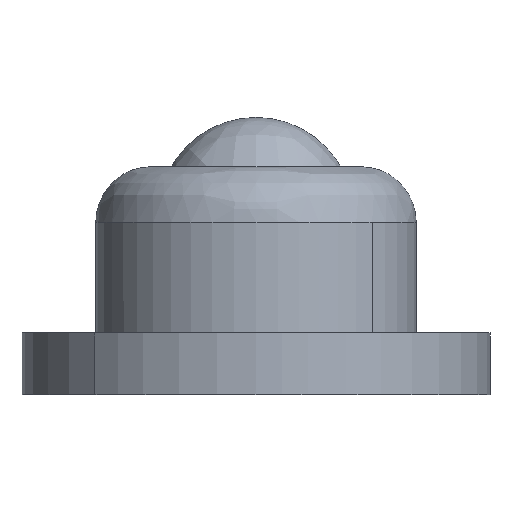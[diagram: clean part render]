
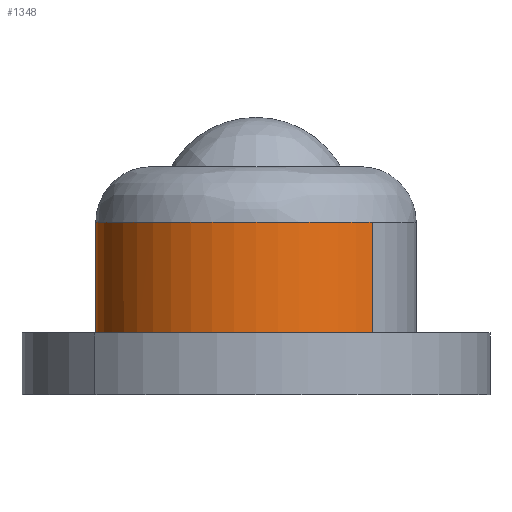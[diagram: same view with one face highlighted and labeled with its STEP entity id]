
A CAD part, front view. The second image highlights one B-rep face of the part: STEP entity #1348.
In plain terms, the highlighted free-form (B-spline) face has degree [2, 1] with [5, 2] control points.
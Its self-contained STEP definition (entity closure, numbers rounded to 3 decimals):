
#800=CARTESIAN_POINT('',(-26.,0.,28.));
#801=VERTEX_POINT('',#800);
#855=CARTESIAN_POINT('',(-18.86,17.897,28.));
#856=VERTEX_POINT('',#855);
#869=CARTESIAN_POINT('',(-26.,0.,28.));
#870=CARTESIAN_POINT('',(-26.,1.182,28.));
#871=CARTESIAN_POINT('',(-25.856,3.29,28.));
#872=CARTESIAN_POINT('',(-25.273,6.323,28.));
#873=CARTESIAN_POINT('',(-24.377,9.226,28.));
#874=CARTESIAN_POINT('',(-22.966,12.376,28.));
#875=CARTESIAN_POINT('',(-21.093,15.34,28.));
#876=CARTESIAN_POINT('',(-19.567,17.151,28.));
#877=CARTESIAN_POINT('',(-18.86,17.897,28.));
#878=B_SPLINE_CURVE_WITH_KNOTS('',3,(#869,#870,#871,#872,#873,#874,#875,#876,#877),.UNSPECIFIED.,.F.,.U.,(4,1,1,1,1,1,4),(0.,3.547,6.323,9.253,12.646,16.655,19.74),.UNSPECIFIED.);
#879=EDGE_CURVE('',#801,#856,#878,.T.);
#914=CARTESIAN_POINT('',(0.,-26.,28.));
#915=VERTEX_POINT('',#914);
#916=CARTESIAN_POINT('',(0.,-26.,28.));
#917=CARTESIAN_POINT('',(-1.329,-26.,28.));
#918=CARTESIAN_POINT('',(-3.829,-25.808,28.));
#919=CARTESIAN_POINT('',(-7.677,-24.944,28.));
#920=CARTESIAN_POINT('',(-10.909,-23.686,28.));
#921=CARTESIAN_POINT('',(-13.801,-22.094,28.));
#922=CARTESIAN_POINT('',(-16.027,-20.536,28.));
#923=CARTESIAN_POINT('',(-18.233,-18.61,28.));
#924=CARTESIAN_POINT('',(-20.394,-16.255,28.));
#925=CARTESIAN_POINT('',(-22.555,-13.146,28.));
#926=CARTESIAN_POINT('',(-24.183,-9.784,28.));
#927=CARTESIAN_POINT('',(-25.19,-6.639,28.));
#928=CARTESIAN_POINT('',(-25.832,-3.51,28.));
#929=CARTESIAN_POINT('',(-26.,-1.329,28.));
#930=CARTESIAN_POINT('',(-26.,0.,28.));
#931=B_SPLINE_CURVE_WITH_KNOTS('',3,(#916,#917,#918,#919,#920,#921,#922,#923,#924,#925,#926,#927,#928,#929,#930),.UNSPECIFIED.,.F.,.U.,(4,1,1,1,1,1,1,1,1,1,1,1,4),(0.,3.988,7.498,11.806,14.358,17.389,19.942,23.132,26.961,31.269,34.3,36.852,40.841),.UNSPECIFIED.);
#932=EDGE_CURVE('',#915,#801,#931,.T.);
#934=CARTESIAN_POINT('',(18.86,-17.897,28.));
#935=VERTEX_POINT('',#934);
#936=CARTESIAN_POINT('',(18.86,-17.897,28.));
#937=CARTESIAN_POINT('',(17.914,-18.894,28.));
#938=CARTESIAN_POINT('',(16.151,-20.478,28.));
#939=CARTESIAN_POINT('',(13.191,-22.487,28.));
#940=CARTESIAN_POINT('',(10.538,-23.832,28.));
#941=CARTESIAN_POINT('',(7.443,-24.979,28.));
#942=CARTESIAN_POINT('',(4.066,-25.786,28.));
#943=CARTESIAN_POINT('',(1.374,-26.,28.));
#944=CARTESIAN_POINT('',(0.,-26.,28.));
#945=B_SPLINE_CURVE_WITH_KNOTS('',3,(#936,#937,#938,#939,#940,#941,#942,#943,#944),.UNSPECIFIED.,.F.,.U.,(4,1,1,1,1,1,4),(0.,4.121,7.089,10.715,13.023,16.98,21.101),.UNSPECIFIED.);
#946=EDGE_CURVE('',#935,#915,#945,.T.);
#1212=CARTESIAN_POINT('',(-18.86,17.897,10.));
#1213=VERTEX_POINT('',#1212);
#1227=CARTESIAN_POINT('',(-18.86,17.897,28.));
#1228=CARTESIAN_POINT('',(-18.86,17.897,10.));
#1229=QUASI_UNIFORM_CURVE('',1,(#1227,#1228),.UNSPECIFIED.,.F.,.U.);
#1230=EDGE_CURVE('',#856,#1213,#1229,.T.);
#1235=CARTESIAN_POINT('',(18.86,-17.897,10.));
#1236=VERTEX_POINT('',#1235);
#1237=CARTESIAN_POINT('',(18.86,-17.897,28.));
#1238=CARTESIAN_POINT('',(18.86,-17.897,10.));
#1239=QUASI_UNIFORM_CURVE('',1,(#1237,#1238),.UNSPECIFIED.,.F.,.U.);
#1240=EDGE_CURVE('',#935,#1236,#1239,.T.);
#1278=CARTESIAN_POINT('',(18.86,-17.897,28.45));
#1279=CARTESIAN_POINT('',(0.963,-36.757,28.45));
#1280=CARTESIAN_POINT('',(-17.897,-18.86,28.45));
#1281=CARTESIAN_POINT('',(-36.757,-0.963,28.45));
#1282=CARTESIAN_POINT('',(-18.86,17.897,28.45));
#1283=CARTESIAN_POINT('',(18.86,-17.897,9.539));
#1284=CARTESIAN_POINT('',(0.963,-36.757,9.539));
#1285=CARTESIAN_POINT('',(-17.897,-18.86,9.539));
#1286=CARTESIAN_POINT('',(-36.757,-0.963,9.539));
#1287=CARTESIAN_POINT('',(-18.86,17.897,9.539));
#1295=(BOUNDED_SURFACE()B_SPLINE_SURFACE(2,1,((#1278,#1283),(#1279,#1284),(#1280,#1285),(#1281,#1286),(#1282,#1287)),.UNSPECIFIED.,.F.,.F.,.U.)B_SPLINE_SURFACE_WITH_KNOTS((3,2,3),(2,2),(0.0,43.078,86.156),(0.0,18.911),.UNSPECIFIED.)GEOMETRIC_REPRESENTATION_ITEM()RATIONAL_B_SPLINE_SURFACE(((1.0,1.0),(0.707,0.707),(1.0,1.0),(0.707,0.707),(1.0,1.0)))REPRESENTATION_ITEM('')SURFACE());
#1296=CARTESIAN_POINT('',(-26.0,0.0,10.0));
#1297=VERTEX_POINT('',#1296);
#1298=CARTESIAN_POINT('',(-26.0,0.0,10.0));
#1299=CARTESIAN_POINT('',(-26.,1.388,10.));
#1300=CARTESIAN_POINT('',(-25.761,4.369,10.));
#1301=CARTESIAN_POINT('',(-24.769,8.219,10.));
#1302=CARTESIAN_POINT('',(-23.465,11.301,10.));
#1303=CARTESIAN_POINT('',(-21.734,14.46,10.));
#1304=CARTESIAN_POINT('',(-20.134,16.555,10.));
#1305=CARTESIAN_POINT('',(-18.86,17.897,10.));
#1306=B_SPLINE_CURVE_WITH_KNOTS('',3,(#1298,#1299,#1300,#1301,#1302,#1303,#1304,#1305),.UNSPECIFIED.,.F.,.U.,(4,1,1,1,1,4),(0.,4.164,8.945,11.875,14.188,19.74),.UNSPECIFIED.);
#1307=EDGE_CURVE('',#1297,#1213,#1306,.T.);
#1308=ORIENTED_EDGE('',*,*,#1307,.F.);
#1309=CARTESIAN_POINT('',(0.,-26.,10.0));
#1310=VERTEX_POINT('',#1309);
#1311=CARTESIAN_POINT('',(0.,-26.,10.0));
#1312=CARTESIAN_POINT('',(-1.542,-26.,10.));
#1313=CARTESIAN_POINT('',(-4.52,-25.734,10.));
#1314=CARTESIAN_POINT('',(-8.542,-24.661,10.));
#1315=CARTESIAN_POINT('',(-11.717,-23.277,10.));
#1316=CARTESIAN_POINT('',(-14.339,-21.748,10.));
#1317=CARTESIAN_POINT('',(-16.784,-19.947,10.));
#1318=CARTESIAN_POINT('',(-19.216,-17.632,10.));
#1319=CARTESIAN_POINT('',(-21.214,-15.135,10.));
#1320=CARTESIAN_POINT('',(-22.878,-12.471,10.));
#1321=CARTESIAN_POINT('',(-24.208,-9.681,10.));
#1322=CARTESIAN_POINT('',(-25.169,-6.743,10.));
#1323=CARTESIAN_POINT('',(-25.832,-3.51,10.));
#1324=CARTESIAN_POINT('',(-26.,-1.329,10.));
#1325=CARTESIAN_POINT('',(-26.0,0.0,10.0));
#1326=B_SPLINE_CURVE_WITH_KNOTS('',3,(#1311,#1312,#1313,#1314,#1315,#1316,#1317,#1318,#1319,#1320,#1321,#1322,#1323,#1324,#1325),.UNSPECIFIED.,.F.,.U.,(4,1,1,1,1,1,1,1,1,1,1,1,4),(0.,4.626,8.934,12.444,14.996,18.027,21.537,25.047,27.599,30.95,34.3,36.852,40.841),.UNSPECIFIED.);
#1327=EDGE_CURVE('',#1310,#1297,#1326,.T.);
#1328=ORIENTED_EDGE('',*,*,#1327,.F.);
#1329=CARTESIAN_POINT('',(18.86,-17.897,10.));
#1330=CARTESIAN_POINT('',(17.801,-19.013,10.));
#1331=CARTESIAN_POINT('',(15.773,-20.801,10.));
#1332=CARTESIAN_POINT('',(12.755,-22.725,10.));
#1333=CARTESIAN_POINT('',(10.228,-23.946,10.));
#1334=CARTESIAN_POINT('',(7.598,-24.922,10.));
#1335=CARTESIAN_POINT('',(4.231,-25.76,10.));
#1336=CARTESIAN_POINT('',(1.539,-26.,10.));
#1337=CARTESIAN_POINT('',(0.,-26.,10.0));
#1338=B_SPLINE_CURVE_WITH_KNOTS('',3,(#1329,#1330,#1331,#1332,#1333,#1334,#1335,#1336,#1337),.UNSPECIFIED.,.F.,.U.,(4,1,1,1,1,1,4),(0.,4.616,8.078,10.715,13.023,16.485,21.101),.UNSPECIFIED.);
#1339=EDGE_CURVE('',#1236,#1310,#1338,.T.);
#1340=ORIENTED_EDGE('',*,*,#1339,.F.);
#1341=ORIENTED_EDGE('',*,*,#1240,.F.);
#1342=ORIENTED_EDGE('',*,*,#946,.T.);
#1343=ORIENTED_EDGE('',*,*,#932,.T.);
#1344=ORIENTED_EDGE('',*,*,#879,.T.);
#1345=ORIENTED_EDGE('',*,*,#1230,.T.);
#1346=EDGE_LOOP('',(#1308,#1328,#1340,#1341,#1342,#1343,#1344,#1345));
#1347=FACE_OUTER_BOUND('',#1346,.T.);
#1348=ADVANCED_FACE('',(#1347),#1295,.T.);
